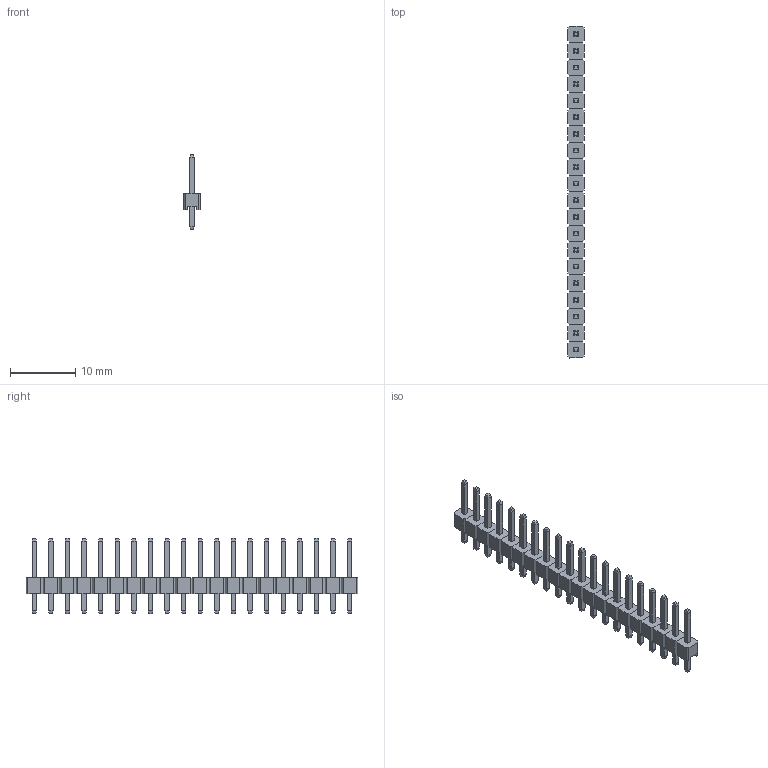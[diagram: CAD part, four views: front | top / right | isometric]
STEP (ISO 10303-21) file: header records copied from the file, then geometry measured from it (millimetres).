
FILE_DESCRIPTION (( 'STEP AP214' ), '1' );
FILE_NAME ('HDR-1X20.STEP', '2018-02-01T02:25:55', ( 'Microsoft' ), ( 'Microsoft' ), 'SwSTEP 2.0', 'SolidWorks 2016', '' );
FILE_SCHEMA (( 'AUTOMOTIVE_DESIGN' ));
Length unit declared in the file: millimetre
Products named in the file (4): 807889136; LOGOԲ_5; HDR2.54-1P_2; HDR-1X20
Assembly tree (22 placements, depth 3):
  HDR-1X20
    807889136  x20
      HDR2.54-1P_2
      LOGOԲ_5
Bounding box: 2.54 x 50.8 x 11.5 mm (x, y, z)
Volume: 368.9 mm3; surface area: 1260.1 mm2
Topology: 20 solids, 380 shells, 2500 faces, 6020 edges, 3960 vertices
Faces by surface type: plane 1600, bspline 580, cylinder 320
Entity records: 5506 total; most frequent: CARTESIAN_POINT 1116, ORIENTED_EDGE 566, DIRECTION 521, EDGE_CURVE 301, LINE 211, VECTOR 211, VERTEX_POINT 198, AXIS2_PLACEMENT_3D 155
